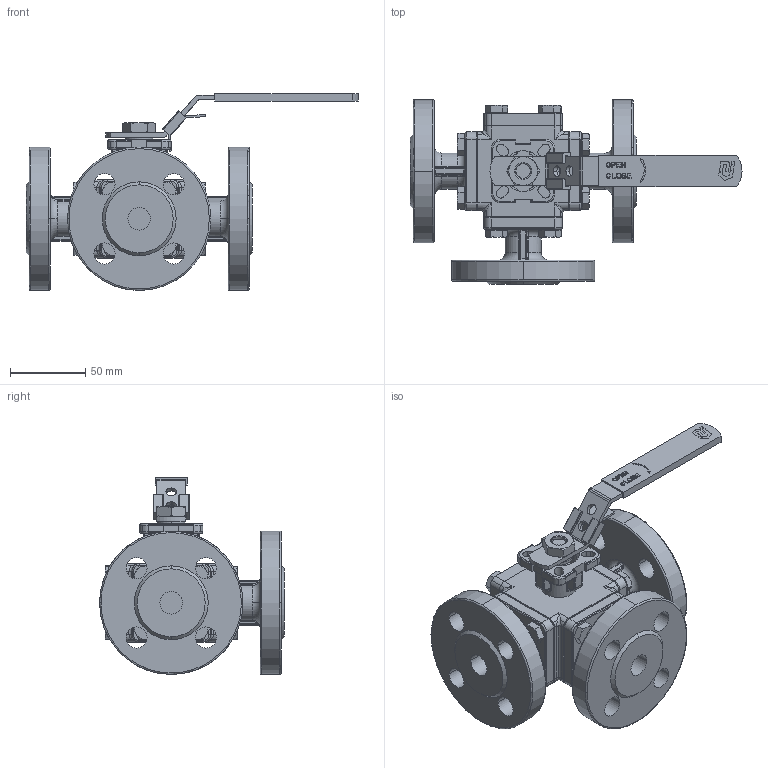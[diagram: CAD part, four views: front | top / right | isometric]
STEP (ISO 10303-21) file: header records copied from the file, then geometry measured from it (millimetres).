
FILE_DESCRIPTION(('HOOPS Exchange Step'),'2;1');
FILE_NAME('FK0900_PN16_DN15.stp','2025-08-29T14:24:48+02:00',('nieru'),('Unknown organisation'),'HOOPS Exchange 2024.2','HOOPS Exchange','Unknown authorisation');
FILE_SCHEMA( ('AP203_CONFIGURATION_CONTROLLED_3D_DESIGN_OF_MECHANICAL_PARTS_AND_ASSEMBLIES_MIM_LF') );
Length unit declared in the file: millimetre
Products named in the file (2): 0; root
Assembly tree (1 placements, depth 2):
  root
    0
Bounding box: 220 x 122.5 x 130.5 mm (x, y, z)
Volume: 619106.6 mm3; surface area: 115320.7 mm2
Topology: 1 solids, 1 shells, 1488 faces, 3858 edges, 2416 vertices
Faces by surface type: plane 615, cylinder 420, bspline 215, cone 164, torus 74
Entity records: 54114 total; most frequent: CARTESIAN_POINT 18988, ORIENTED_EDGE 7684, DIRECTION 6497, EDGE_CURVE 3842, VERTEX_POINT 2416, AXIS2_PLACEMENT_3D 2278, VECTOR 1941, LINE 1941
